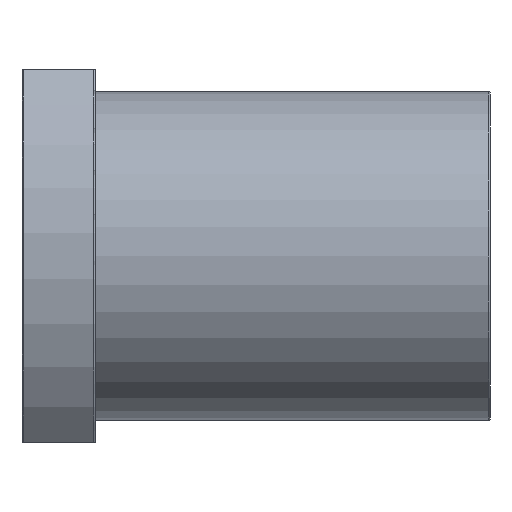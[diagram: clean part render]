
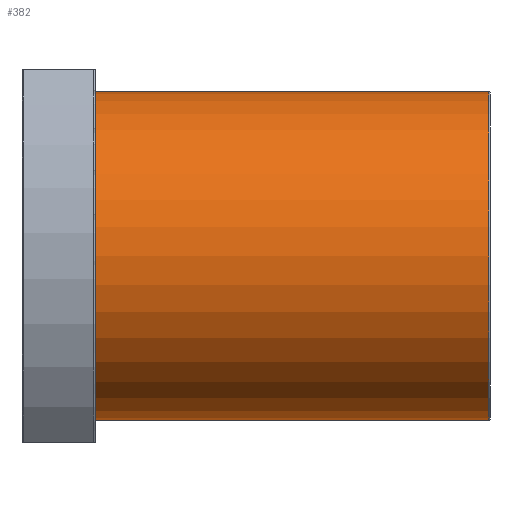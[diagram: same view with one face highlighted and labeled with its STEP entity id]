
A CAD part, front view. The second image highlights one B-rep face of the part: STEP entity #382.
In plain terms, the highlighted cylindrical face has radius 22.5 mm (diameter 45 mm), a full revolution.
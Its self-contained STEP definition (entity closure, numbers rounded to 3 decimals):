
#47=CYLINDRICAL_SURFACE('',#434,22.5);
#69=CIRCLE('',#433,22.5);
#70=CIRCLE('',#435,22.5);
#113=ORIENTED_EDGE('',*,*,#197,.T.);
#114=ORIENTED_EDGE('',*,*,#196,.F.);
#196=EDGE_CURVE('',#238,#238,#69,.T.);
#197=EDGE_CURVE('',#239,#239,#70,.T.);
#238=VERTEX_POINT('',#647);
#239=VERTEX_POINT('',#650);
#281=EDGE_LOOP('',(#113));
#282=EDGE_LOOP('',(#114));
#333=FACE_BOUND('',#281,.T.);
#334=FACE_BOUND('',#282,.T.);
#382=ADVANCED_FACE('',(#333,#334),#47,.T.);
#433=AXIS2_PLACEMENT_3D('',#646,#513,#514);
#434=AXIS2_PLACEMENT_3D('',#648,#515,#516);
#435=AXIS2_PLACEMENT_3D('',#649,#517,#518);
#513=DIRECTION('',(1.,0.,0.));
#514=DIRECTION('',(0.,0.,-1.));
#515=DIRECTION('',(1.,0.,0.));
#516=DIRECTION('',(0.,0.,-1.));
#517=DIRECTION('',(1.,0.,0.));
#518=DIRECTION('',(0.,0.,-1.));
#646=CARTESIAN_POINT('',(63.8,0.,0.));
#647=CARTESIAN_POINT('',(63.8,0.,-22.5));
#648=CARTESIAN_POINT('',(64.,0.,0.));
#649=CARTESIAN_POINT('',(10.,0.,0.));
#650=CARTESIAN_POINT('',(10.,0.,-22.5));
